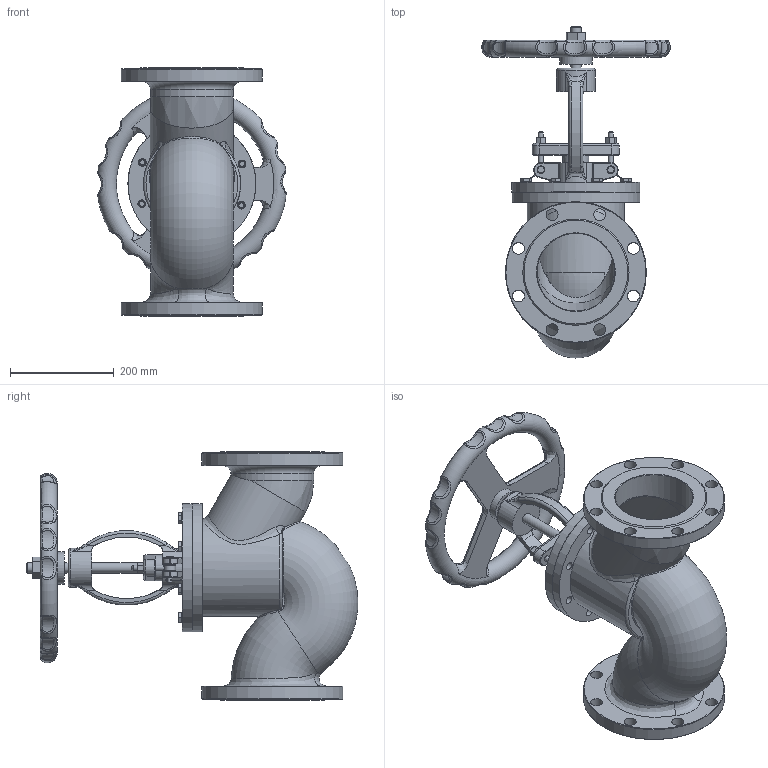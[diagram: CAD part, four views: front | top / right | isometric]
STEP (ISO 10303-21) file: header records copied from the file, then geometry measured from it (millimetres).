
FILE_DESCRIPTION(/* description */ (''),/* implementation_level */ '2;1');
FILE_NAME(/* name */ 'DN150_3D_STEP.stp',/* time_stamp */ '2025-04-20T15:12:45+03:00',/* author */ ('igorr'),/* organization */ (''),/* preprocessor_version */ 'ST-DEVELOPER v20',/* originating_system */ 'Autodesk Inventor 2025',/* authorisation */ '');
FILE_SCHEMA (('AUTOMOTIVE_DESIGN { 1 0 10303 214 3 1 1 }'));
Length unit declared in the file: millimetre
Products named in the file (6): Сборка1; Деталь1; Деталь2; ANSI B18.2.4.2M - M12x1,75; ANSI B18.2.4.2M - M24x3; AS 1110 - M12 x 20
Assembly tree (13 placements, depth 2):
  Сборка1
    Деталь1
    Деталь2
    ANSI B18.2.4.2M - M12x1,75  x2
    ANSI B18.2.4.2M - M24x3
    AS 1110 - M12 x 20  x8
Bounding box: 363.47 x 640 x 480 mm (x, y, z)
Volume: 11375487.7 mm3; surface area: 1280865.7 mm2
Topology: 13 solids, 14 shells, 775 faces, 1796 edges, 1071 vertices
Faces by surface type: plane 260, cylinder 184, bspline 118, cone 103, torus 80, sphere 30
Full cylindrical faces by diameter (mm): 1.75 x2, 2.5 x2, 7.5 x4, 10 x6, 10.106 x2, 12 x8, 14.738 x16, 15 x3, 18 x8, 20 x3, 20.752 x1, 23 x16, 32.5 x1, 40 x1, 50 x1, 62.5 x2, 75 x1, 150 x3, 160 x2, 246.81 x2, 272 x2
Entity records: 28827 total; most frequent: CARTESIAN_POINT 15037, ORIENTED_EDGE 2740, DIRECTION 2651, EDGE_CURVE 1370, AXIS2_PLACEMENT_3D 1143, VERTEX_POINT 832, EDGE_LOOP 706, CIRCLE 642
